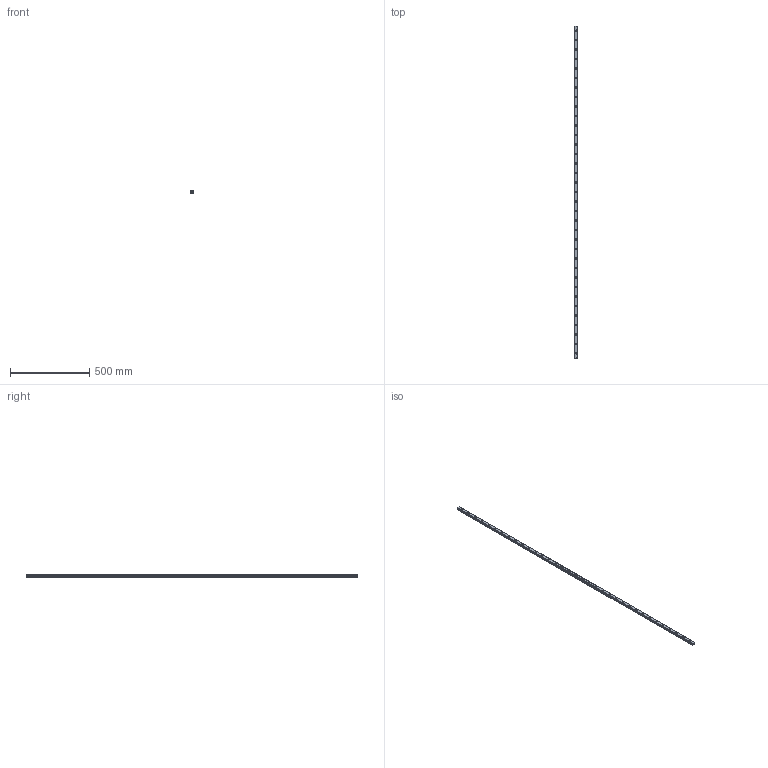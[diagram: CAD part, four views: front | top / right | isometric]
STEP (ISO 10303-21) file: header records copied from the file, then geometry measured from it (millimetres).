
FILE_DESCRIPTION(('STEP AP214'),'1');
FILE_NAME('cctmp_26794015-05A1-4E0C-A9DA-2E59120AC536_2021_02_04_10_54_20_0256..stp','2021-02-04T09:54:20',('HIWIN GmbH'),('CADClick - www.CADClick.com'),'Spatial InterOp 3D',' ','unknown authorization');
FILE_SCHEMA(('AUTOMOTIVE_DESIGN'));
Length unit declared in the file: millimetre
Products named in the file (1): EGR20R2100C_FILE
Bounding box: 20 x 2100 x 15.5 mm (x, y, z)
Volume: 563540.6 mm3; surface area: 168080.8 mm2
Topology: 1 solids, 1 shells, 523 faces, 1201 edges, 754 vertices
Faces by surface type: plane 295, cylinder 228
Entity records: 19059 total; most frequent: DIRECTION 2845, CARTESIAN_POINT 2479, ORIENTED_EDGE 2402, EDGE_CURVE 1201, AXIS2_PLACEMENT_3D 1120, VERTEX_POINT 754, LINE 605, VECTOR 605
